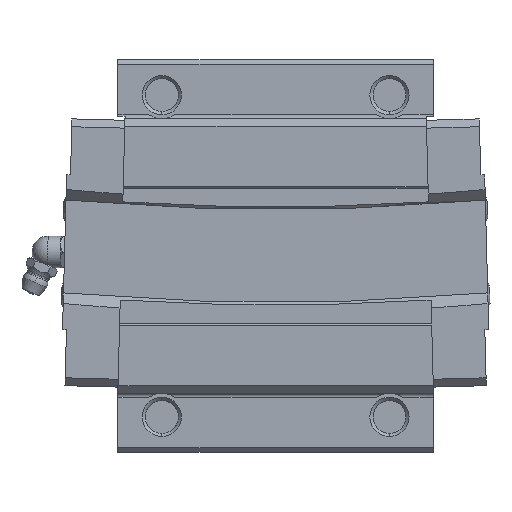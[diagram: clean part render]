
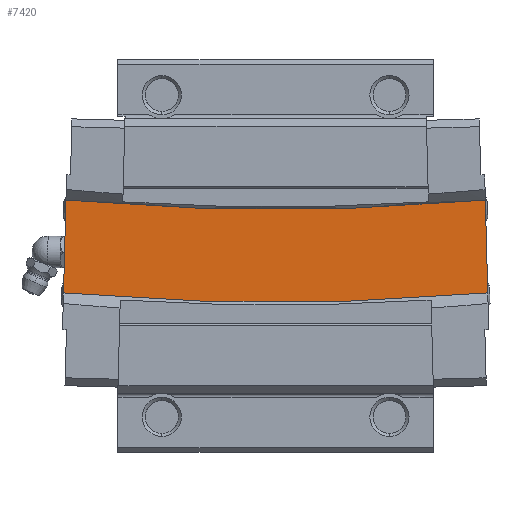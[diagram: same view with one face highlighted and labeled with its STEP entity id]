
A CAD part, front view. The second image highlights one B-rep face of the part: STEP entity #7420.
In plain terms, the highlighted planar face has unit normal (0, -1, 0).
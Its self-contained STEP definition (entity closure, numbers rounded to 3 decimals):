
#246 = CIRCLE ( 'NONE', #8778, 613.11 ) ;
#695 = VERTEX_POINT ( 'NONE', #961 ) ;
#961 = CARTESIAN_POINT ( 'NONE',  ( -54.085, 20.5, -10.72 ) ) ;
#1067 = EDGE_CURVE ( 'NONE', #2648, #1435, #3769, .T. ) ;
#1151 = EDGE_CURVE ( 'NONE', #2648, #695, #7425, .T. ) ;
#1187 = EDGE_LOOP ( 'NONE', ( #7742, #7079, #5972, #9188 ) ) ;
#1435 = VERTEX_POINT ( 'NONE', #2831 ) ;
#2328 = CARTESIAN_POINT ( 'NONE',  ( -53.768, 20.5, 1.408 ) ) ;
#2536 = CARTESIAN_POINT ( 'NONE',  ( -74.719, 20.5, -8.54 ) ) ;
#2565 = DIRECTION ( 'NONE',  ( 0., 1., 0. ) ) ;
#2648 = VERTEX_POINT ( 'NONE', #3351 ) ;
#2713 = CARTESIAN_POINT ( 'NONE',  ( 53.768, 20.5, 1.408 ) ) ;
#2831 = CARTESIAN_POINT ( 'NONE',  ( 53.397, 20.5, 15.544 ) ) ;
#3351 = CARTESIAN_POINT ( 'NONE',  ( -53.397, 20.5, 15.544 ) ) ;
#3356 = VECTOR ( 'NONE', #9958, 1000. ) ;
#3526 = DIRECTION ( 'NONE',  ( 0.026, 0., -1. ) ) ;
#3769 = CIRCLE ( 'NONE', #3902, 586.89 ) ;
#3902 = AXIS2_PLACEMENT_3D ( 'NONE', #4028, #6575, #9995 ) ;
#4028 = CARTESIAN_POINT ( 'NONE',  ( 0., 20.5, 600. ) ) ;
#4095 = CARTESIAN_POINT ( 'NONE',  ( 0., 20.5, 600. ) ) ;
#4475 = FACE_OUTER_BOUND ( 'NONE', #1187, .T. ) ;
#5203 = DIRECTION ( 'NONE',  ( 0., 0., 1. ) ) ;
#5643 = CARTESIAN_POINT ( 'NONE',  ( 54.085, 20.5, -10.72 ) ) ;
#5729 = LINE ( 'NONE', #2713, #6541 ) ;
#5845 = DIRECTION ( 'NONE',  ( 0., 0., -1. ) ) ;
#5912 = AXIS2_PLACEMENT_3D ( 'NONE', #2536, #2565, #5203 ) ;
#5972 = ORIENTED_EDGE ( 'NONE', *, *, #6032, .F. ) ;
#6032 = EDGE_CURVE ( 'NONE', #1435, #10454, #5729, .T. ) ;
#6541 = VECTOR ( 'NONE', #3526, 1000. ) ;
#6575 = DIRECTION ( 'NONE',  ( 0., -1., 0. ) ) ;
#7079 = ORIENTED_EDGE ( 'NONE', *, *, #7979, .T. ) ;
#7420 = ADVANCED_FACE ( 'NONE', ( #4475 ), #7728, .F. ) ;
#7425 = LINE ( 'NONE', #2328, #3356 ) ;
#7728 = PLANE ( 'NONE',  #5912 ) ;
#7742 = ORIENTED_EDGE ( 'NONE', *, *, #1151, .T. ) ;
#7979 = EDGE_CURVE ( 'NONE', #695, #10454, #246, .T. ) ;
#8473 = DIRECTION ( 'NONE',  ( 0., -1., 0. ) ) ;
#8778 = AXIS2_PLACEMENT_3D ( 'NONE', #4095, #8473, #5845 ) ;
#9188 = ORIENTED_EDGE ( 'NONE', *, *, #1067, .F. ) ;
#9958 = DIRECTION ( 'NONE',  ( -0.026, 0., -1. ) ) ;
#9995 = DIRECTION ( 'NONE',  ( 0., 0., -1. ) ) ;
#10454 = VERTEX_POINT ( 'NONE', #5643 ) ;
